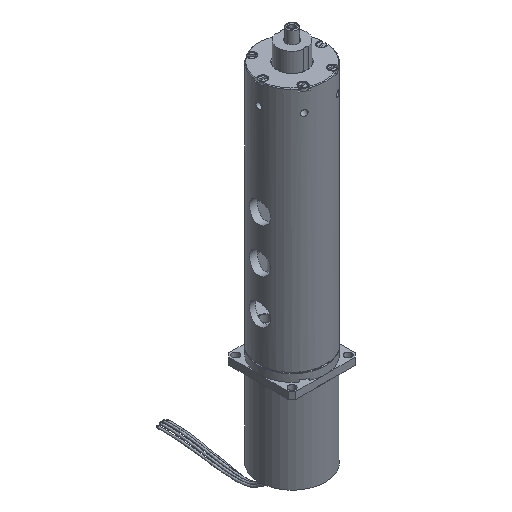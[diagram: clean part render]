
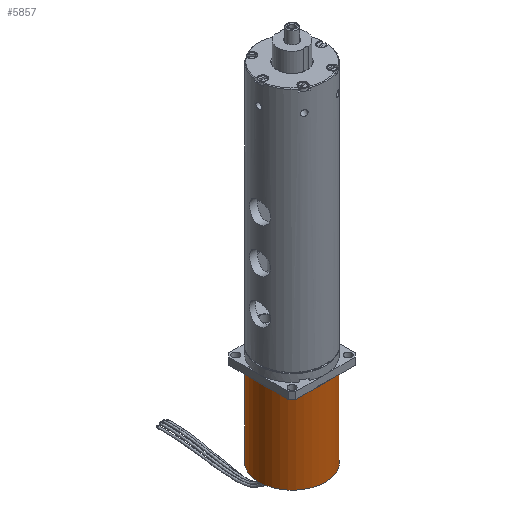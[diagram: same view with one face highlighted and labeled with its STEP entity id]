
A CAD part, isometric view. The second image highlights one B-rep face of the part: STEP entity #5857.
In plain terms, the highlighted cylindrical face has radius 9.5 mm (diameter 19 mm), a full revolution.
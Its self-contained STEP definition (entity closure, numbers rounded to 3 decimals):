
#1022=FACE_BOUND('',#2022,.T.);
#1142=CYLINDRICAL_SURFACE('',#6558,9.5);
#1491=FACE_OUTER_BOUND('',#2021,.T.);
#2021=EDGE_LOOP('',(#5083));
#2022=EDGE_LOOP('',(#5084,#5085,#5086,#5087));
#2069=CIRCLE('',#5937,9.5);
#2367=CIRCLE('',#6534,9.5);
#2369=CIRCLE('',#6539,9.5);
#2371=CIRCLE('',#6543,9.5);
#2373=CIRCLE('',#6548,9.5);
#2412=VERTEX_POINT('',#9056);
#2876=VERTEX_POINT('',#11925);
#2877=VERTEX_POINT('',#11927);
#2881=VERTEX_POINT('',#11941);
#2885=VERTEX_POINT('',#11953);
#2943=EDGE_CURVE('',#2412,#2412,#2069,.T.);
#3601=EDGE_CURVE('',#2876,#2877,#2367,.T.);
#3609=EDGE_CURVE('',#2881,#2876,#2369,.T.);
#3615=EDGE_CURVE('',#2885,#2881,#2371,.T.);
#3623=EDGE_CURVE('',#2877,#2885,#2373,.T.);
#5083=ORIENTED_EDGE('',*,*,#2943,.T.);
#5084=ORIENTED_EDGE('',*,*,#3623,.F.);
#5085=ORIENTED_EDGE('',*,*,#3601,.F.);
#5086=ORIENTED_EDGE('',*,*,#3609,.F.);
#5087=ORIENTED_EDGE('',*,*,#3615,.F.);
#5857=ADVANCED_FACE('',(#1491,#1022),#1142,.T.);
#5937=AXIS2_PLACEMENT_3D('',#9057,#6713,#6714);
#6534=AXIS2_PLACEMENT_3D('',#11928,#8146,#8147);
#6539=AXIS2_PLACEMENT_3D('',#11943,#8162,#8163);
#6543=AXIS2_PLACEMENT_3D('',#11955,#8174,#8175);
#6548=AXIS2_PLACEMENT_3D('',#11969,#8190,#8191);
#6558=AXIS2_PLACEMENT_3D('',#11982,#8210,#8211);
#6713=DIRECTION('center_axis',(0.,0.,1.));
#6714=DIRECTION('ref_axis',(1.,0.,0.));
#8146=DIRECTION('center_axis',(0.,0.,1.));
#8147=DIRECTION('ref_axis',(1.,0.,0.));
#8162=DIRECTION('center_axis',(0.,0.,1.));
#8163=DIRECTION('ref_axis',(1.,0.,0.));
#8174=DIRECTION('center_axis',(0.,0.,1.));
#8175=DIRECTION('ref_axis',(1.,0.,0.));
#8190=DIRECTION('center_axis',(0.,0.,1.));
#8191=DIRECTION('ref_axis',(1.,0.,0.));
#8210=DIRECTION('center_axis',(0.,0.,-1.));
#8211=DIRECTION('ref_axis',(1.,0.,0.));
#9056=CARTESIAN_POINT('',(-9.5,0.,-24.5));
#9057=CARTESIAN_POINT('Origin',(0.,0.,-24.5));
#11925=CARTESIAN_POINT('',(0.,9.5,0.));
#11927=CARTESIAN_POINT('',(-9.5,0.,0.));
#11928=CARTESIAN_POINT('Origin',(0.,0.,0.));
#11941=CARTESIAN_POINT('',(9.5,0.,0.));
#11943=CARTESIAN_POINT('Origin',(0.,0.,0.));
#11953=CARTESIAN_POINT('',(0.,-9.5,0.));
#11955=CARTESIAN_POINT('Origin',(0.,0.,0.));
#11969=CARTESIAN_POINT('Origin',(0.,0.,0.));
#11982=CARTESIAN_POINT('Origin',(0.,0.,0.));
